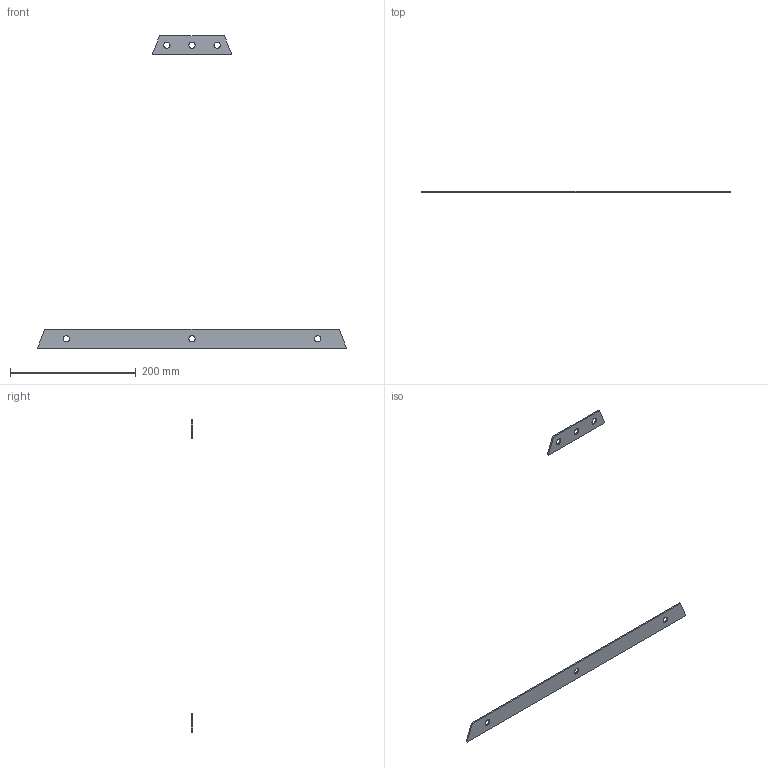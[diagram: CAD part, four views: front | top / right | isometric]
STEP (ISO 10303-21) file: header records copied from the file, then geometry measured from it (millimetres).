
FILE_DESCRIPTION((''),'2;1');
FILE_NAME('YPSHANG','2016-12-29T',('赽窅貊貊'),(''),'PRO/ENGINEER BY PARAMETRIC TECHNOLOGY CORPORATION, 2014320','PRO/ENGINEER BY PARAMETRIC TECHNOLOGY CORPORATION, 2014320','');
FILE_SCHEMA(('CONFIG_CONTROL_DESIGN'));
Length unit declared in the file: millimetre
Products named in the file (1): YPSHANG
Bounding box: 492.4 x 2 x 497.5 mm (x, y, z)
Volume: 34811.5 mm3; surface area: 37829.8 mm2
Topology: 2 solids, 2 shells, 24 faces, 60 edges, 40 vertices
Faces by surface type: cylinder 12, plane 12
Entity records: 788 total; most frequent: DIRECTION 132, CARTESIAN_POINT 124, ORIENTED_EDGE 120, EDGE_CURVE 60, AXIS2_PLACEMENT_3D 48, VERTEX_POINT 40, VECTOR 36, LINE 36
